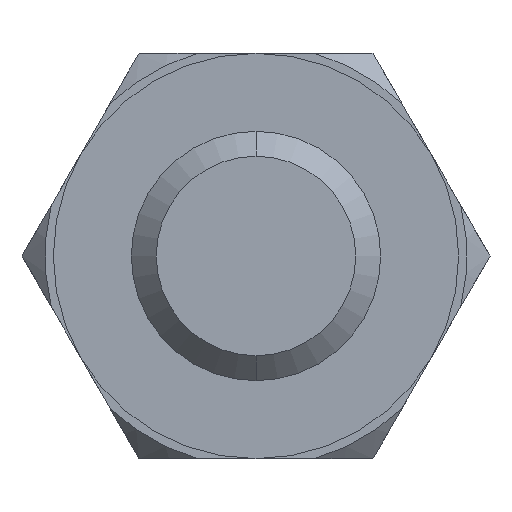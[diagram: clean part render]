
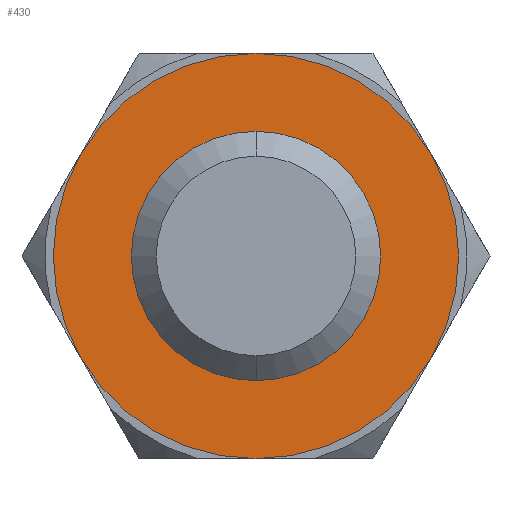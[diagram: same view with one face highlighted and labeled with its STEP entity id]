
A CAD part, front view. The second image highlights one B-rep face of the part: STEP entity #430.
In plain terms, the highlighted planar face has unit normal (0, -1, 0).
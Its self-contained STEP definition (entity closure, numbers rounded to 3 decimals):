
#1 = CARTESIAN_POINT ( 'NONE',  ( 0., -5.3, 0. ) ) ;
#30 = DIRECTION ( 'NONE',  ( 0., 0., 1. ) ) ;
#34 = CIRCLE ( 'NONE', #606, 4. ) ;
#75 = AXIS2_PLACEMENT_3D ( 'NONE', #865, #231, #783 ) ;
#124 = VERTEX_POINT ( 'NONE', #686 ) ;
#177 = CARTESIAN_POINT ( 'NONE',  ( 0., -5.3, 0. ) ) ;
#200 = FACE_OUTER_BOUND ( 'NONE', #674, .T. ) ;
#215 = DIRECTION ( 'NONE',  ( 0., 0., 1. ) ) ;
#220 = CARTESIAN_POINT ( 'NONE',  ( 0., -5.3, 4. ) ) ;
#231 = DIRECTION ( 'NONE',  ( 0., -1., 0. ) ) ;
#255 = CIRCLE ( 'NONE', #75, 4. ) ;
#261 = PLANE ( 'NONE',  #814 ) ;
#263 = EDGE_CURVE ( 'NONE', #373, #435, #906, .T. ) ;
#270 = CARTESIAN_POINT ( 'NONE',  ( 0., -5.3, 0. ) ) ;
#299 = ORIENTED_EDGE ( 'NONE', *, *, #440, .F. ) ;
#304 = CARTESIAN_POINT ( 'NONE',  ( 0., -5.3, 0. ) ) ;
#342 = DIRECTION ( 'NONE',  ( 0., 0., 1. ) ) ;
#365 = ORIENTED_EDGE ( 'NONE', *, *, #793, .F. ) ;
#373 = VERTEX_POINT ( 'NONE', #656 ) ;
#430 = ADVANCED_FACE ( 'NONE', ( #699, #200 ), #261, .F. ) ;
#435 = VERTEX_POINT ( 'NONE', #887 ) ;
#440 = EDGE_CURVE ( 'NONE', #651, #124, #34, .T. ) ;
#491 = CIRCLE ( 'NONE', #940, 6.5 ) ;
#553 = DIRECTION ( 'NONE',  ( 0., 0., 1. ) ) ;
#582 = DIRECTION ( 'NONE',  ( 0., -1., 0. ) ) ;
#606 = AXIS2_PLACEMENT_3D ( 'NONE', #177, #582, #30 ) ;
#624 = ORIENTED_EDGE ( 'NONE', *, *, #627, .T. ) ;
#627 = EDGE_CURVE ( 'NONE', #435, #373, #491, .T. ) ;
#646 = AXIS2_PLACEMENT_3D ( 'NONE', #1, #1015, #553 ) ;
#651 = VERTEX_POINT ( 'NONE', #220 ) ;
#656 = CARTESIAN_POINT ( 'NONE',  ( 0., -5.3, 6.5 ) ) ;
#674 = EDGE_LOOP ( 'NONE', ( #624, #740 ) ) ;
#686 = CARTESIAN_POINT ( 'NONE',  ( 0., -5.3, -4. ) ) ;
#699 = FACE_BOUND ( 'NONE', #862, .T. ) ;
#740 = ORIENTED_EDGE ( 'NONE', *, *, #263, .T. ) ;
#783 = DIRECTION ( 'NONE',  ( 0., 0., 1. ) ) ;
#793 = EDGE_CURVE ( 'NONE', #124, #651, #255, .T. ) ;
#809 = DIRECTION ( 'NONE',  ( 0., 1., 0. ) ) ;
#814 = AXIS2_PLACEMENT_3D ( 'NONE', #270, #809, #342 ) ;
#862 = EDGE_LOOP ( 'NONE', ( #299, #365 ) ) ;
#865 = CARTESIAN_POINT ( 'NONE',  ( 0., -5.3, 0. ) ) ;
#887 = CARTESIAN_POINT ( 'NONE',  ( 0., -5.3, -6.5 ) ) ;
#906 = CIRCLE ( 'NONE', #646, 6.5 ) ;
#940 = AXIS2_PLACEMENT_3D ( 'NONE', #304, #1001, #215 ) ;
#1001 = DIRECTION ( 'NONE',  ( 0., -1., 0. ) ) ;
#1015 = DIRECTION ( 'NONE',  ( 0., -1., 0. ) ) ;
